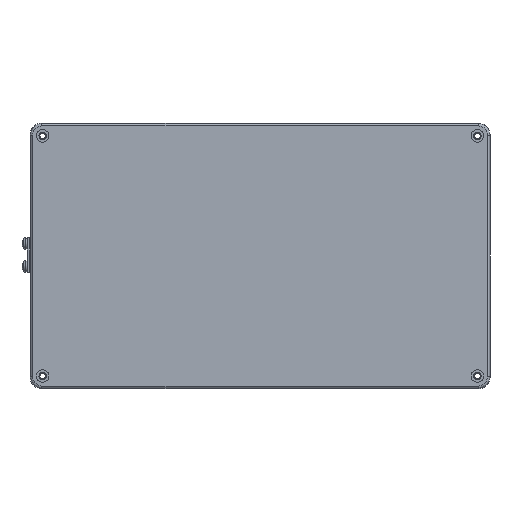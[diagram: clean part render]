
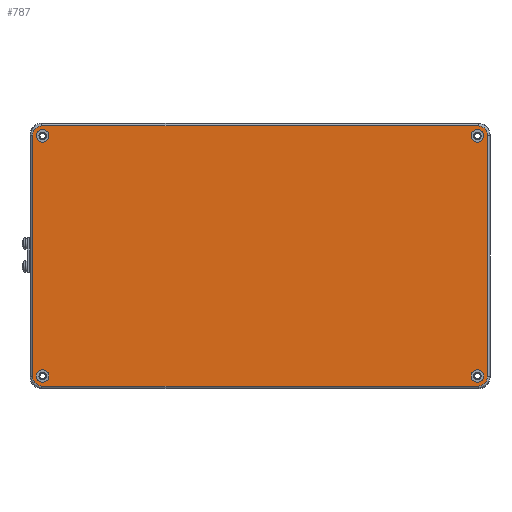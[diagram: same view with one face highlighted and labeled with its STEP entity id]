
A CAD part, top view. The second image highlights one B-rep face of the part: STEP entity #787.
In plain terms, the highlighted planar face has unit normal (0, 0, 1).
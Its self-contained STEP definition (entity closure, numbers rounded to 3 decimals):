
#262=CARTESIAN_POINT('',(302.591,-137.16,20.0));
#263=VERTEX_POINT('',#262);
#271=CARTESIAN_POINT('',(-78.782,-137.16,20.0));
#272=VERTEX_POINT('',#271);
#273=CARTESIAN_POINT('',(302.591,-137.16,20.0));
#274=DIRECTION('',(-1.0,0.0,0.0));
#275=VECTOR('',#274,381.373);
#276=LINE('',#273,#275);
#277=EDGE_CURVE('',#263,#272,#276,.T.);
#330=CARTESIAN_POINT('',(310.59,-129.161,20.0));
#331=VERTEX_POINT('',#330);
#339=CARTESIAN_POINT('',(302.589,-129.158,20.0));
#340=DIRECTION('',(0.0,0.0,-1.0));
#341=DIRECTION('',(0.707,-0.707,0.0));
#342=AXIS2_PLACEMENT_3D('',#339,#340,#341);
#343=ELLIPSE('',#342,8.002,8.);
#344=EDGE_CURVE('',#331,#263,#343,.T.);
#388=CARTESIAN_POINT('',(-86.781,-129.161,20.0));
#389=VERTEX_POINT('',#388);
#407=CARTESIAN_POINT('',(-78.78,-129.158,20.0));
#408=DIRECTION('',(0.0,0.0,-1.0));
#409=DIRECTION('',(-0.707,-0.707,0.0));
#410=AXIS2_PLACEMENT_3D('',#407,#408,#409);
#411=ELLIPSE('',#410,8.002,8.);
#412=EDGE_CURVE('',#272,#389,#411,.T.);
#424=CARTESIAN_POINT('',(310.59,82.213,20.0));
#425=VERTEX_POINT('',#424);
#433=CARTESIAN_POINT('',(310.59,82.213,20.0));
#434=DIRECTION('',(0.0,-1.0,0.0));
#435=VECTOR('',#434,211.373);
#436=LINE('',#433,#435);
#437=EDGE_CURVE('',#425,#331,#436,.T.);
#454=CARTESIAN_POINT('',(-86.781,82.213,20.0));
#455=VERTEX_POINT('',#454);
#472=CARTESIAN_POINT('',(-86.781,-129.161,20.0));
#473=DIRECTION('',(0.0,1.0,0.0));
#474=VECTOR('',#473,211.373);
#475=LINE('',#472,#474);
#476=EDGE_CURVE('',#389,#455,#475,.T.);
#514=CARTESIAN_POINT('',(302.591,90.211,20.0));
#515=VERTEX_POINT('',#514);
#523=CARTESIAN_POINT('',(302.589,82.21,20.0));
#524=DIRECTION('',(0.0,0.0,-1.0));
#525=DIRECTION('',(0.707,0.707,0.0));
#526=AXIS2_PLACEMENT_3D('',#523,#524,#525);
#527=ELLIPSE('',#526,8.002,8.);
#528=EDGE_CURVE('',#515,#425,#527,.T.);
#572=CARTESIAN_POINT('',(-78.782,90.211,20.0));
#573=VERTEX_POINT('',#572);
#591=CARTESIAN_POINT('',(-78.78,82.21,20.0));
#592=DIRECTION('',(0.0,0.0,-1.0));
#593=DIRECTION('',(-0.707,0.707,0.0));
#594=AXIS2_PLACEMENT_3D('',#591,#592,#593);
#595=ELLIPSE('',#594,8.002,8.);
#596=EDGE_CURVE('',#455,#573,#595,.T.);
#614=CARTESIAN_POINT('',(-78.782,90.211,20.0));
#615=DIRECTION('',(1.0,0.0,0.0));
#616=VECTOR('',#615,381.373);
#617=LINE('',#614,#616);
#618=EDGE_CURVE('',#573,#515,#617,.T.);
#728=CARTESIAN_POINT('',(111.904,-23.474,20.0));
#729=DIRECTION('',(0.0,0.0,1.0));
#730=DIRECTION('',(1.0,0.0,0.0));
#731=AXIS2_PLACEMENT_3D('',#728,#729,#730);
#732=PLANE('',#731);
#733=ORIENTED_EDGE('',*,*,#277,.F.);
#734=ORIENTED_EDGE('',*,*,#344,.F.);
#735=ORIENTED_EDGE('',*,*,#437,.F.);
#736=ORIENTED_EDGE('',*,*,#528,.F.);
#737=ORIENTED_EDGE('',*,*,#618,.F.);
#738=ORIENTED_EDGE('',*,*,#596,.F.);
#739=ORIENTED_EDGE('',*,*,#476,.F.);
#740=ORIENTED_EDGE('',*,*,#412,.F.);
#741=EDGE_LOOP('',(#733,#734,#735,#736,#737,#738,#739,#740));
#742=FACE_OUTER_BOUND('',#741,.T.);
#743=CARTESIAN_POINT('',(307.404,81.526,20.0));
#744=VERTEX_POINT('',#743);
#745=CARTESIAN_POINT('',(301.904,81.526,20.0));
#746=DIRECTION('',(0.0,0.0,-1.0));
#747=DIRECTION('',(1.0,0.0,0.0));
#748=AXIS2_PLACEMENT_3D('',#745,#746,#747);
#749=CIRCLE('',#748,5.5);
#750=EDGE_CURVE('',#744,#744,#749,.T.);
#751=ORIENTED_EDGE('',*,*,#750,.T.);
#752=EDGE_LOOP('',(#751));
#753=FACE_BOUND('',#752,.T.);
#754=CARTESIAN_POINT('',(-72.596,-128.474,20.0));
#755=VERTEX_POINT('',#754);
#756=CARTESIAN_POINT('',(-78.096,-128.474,20.0));
#757=DIRECTION('',(0.0,0.0,-1.0));
#758=DIRECTION('',(1.0,0.0,0.0));
#759=AXIS2_PLACEMENT_3D('',#756,#757,#758);
#760=CIRCLE('',#759,5.5);
#761=EDGE_CURVE('',#755,#755,#760,.T.);
#762=ORIENTED_EDGE('',*,*,#761,.T.);
#763=EDGE_LOOP('',(#762));
#764=FACE_BOUND('',#763,.T.);
#765=CARTESIAN_POINT('',(-72.596,81.526,20.0));
#766=VERTEX_POINT('',#765);
#767=CARTESIAN_POINT('',(-78.096,81.526,20.0));
#768=DIRECTION('',(0.0,0.0,-1.0));
#769=DIRECTION('',(1.0,0.0,0.0));
#770=AXIS2_PLACEMENT_3D('',#767,#768,#769);
#771=CIRCLE('',#770,5.5);
#772=EDGE_CURVE('',#766,#766,#771,.T.);
#773=ORIENTED_EDGE('',*,*,#772,.T.);
#774=EDGE_LOOP('',(#773));
#775=FACE_BOUND('',#774,.T.);
#776=CARTESIAN_POINT('',(307.404,-128.474,20.0));
#777=VERTEX_POINT('',#776);
#778=CARTESIAN_POINT('',(301.904,-128.474,20.0));
#779=DIRECTION('',(0.0,0.0,-1.0));
#780=DIRECTION('',(1.0,0.0,0.0));
#781=AXIS2_PLACEMENT_3D('',#778,#779,#780);
#782=CIRCLE('',#781,5.5);
#783=EDGE_CURVE('',#777,#777,#782,.T.);
#784=ORIENTED_EDGE('',*,*,#783,.T.);
#785=EDGE_LOOP('',(#784));
#786=FACE_BOUND('',#785,.T.);
#787=ADVANCED_FACE('',(#742,#753,#764,#775,#786),#732,.T.);
